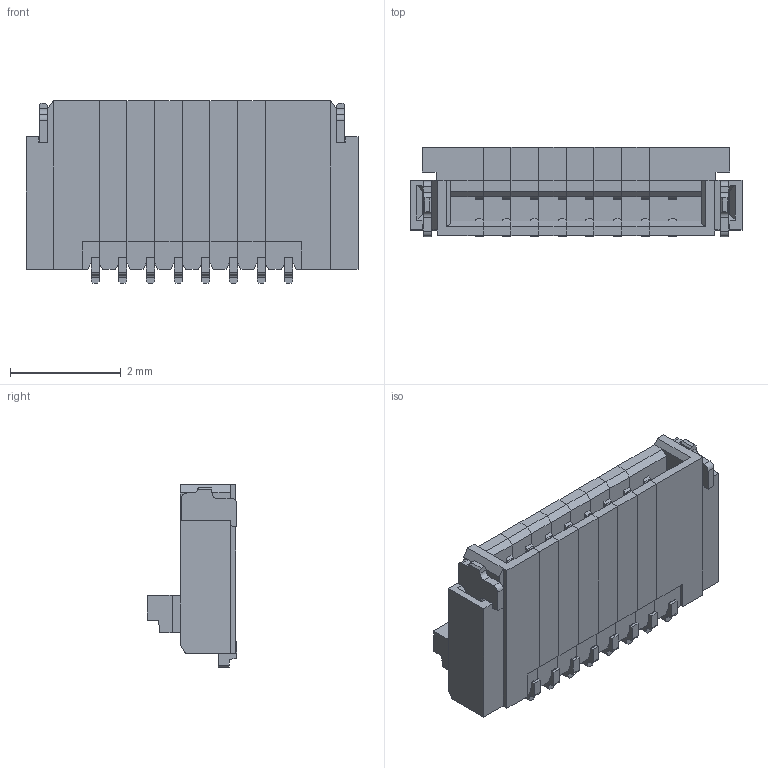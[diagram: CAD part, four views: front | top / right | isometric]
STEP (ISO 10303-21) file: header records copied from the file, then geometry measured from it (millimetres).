
FILE_DESCRIPTION((''),'2;1');
FILE_NAME('F331_8PIN_ASM','2020-05-21T',('FSA12-PC'),(''),'CREO PARAMETRIC BY PTC INC, 2014500','CREO PARAMETRIC BY PTC INC, 2014500','');
FILE_SCHEMA(('AUTOMOTIVE_DESIGN { 1 0 10303 214 1 1 1 1 }'));
Length unit declared in the file: millimetre
Products named in the file (4): F331_L; F331_M; F331_R; F331_8PIN_ASM
Assembly tree (8 placements, depth 2):
  F331_8PIN_ASM
    F331_L
    F331_M  x6
    F331_R
Bounding box: 6 x 1.62 x 3.3 mm (x, y, z)
Volume: 14.6 mm3; surface area: 136.7 mm2
Topology: 8 solids, 8 shells, 944 faces, 2803 edges, 1855 vertices
Faces by surface type: plane 706, cylinder 238
Entity records: 15625 total; most frequent: CARTESIAN_POINT 2829, ORIENTED_EDGE 2736, DIRECTION 2512, EDGE_CURVE 1368, VECTOR 1122, LINE 1122, VERTEX_POINT 900, AXIS2_PLACEMENT_3D 695
